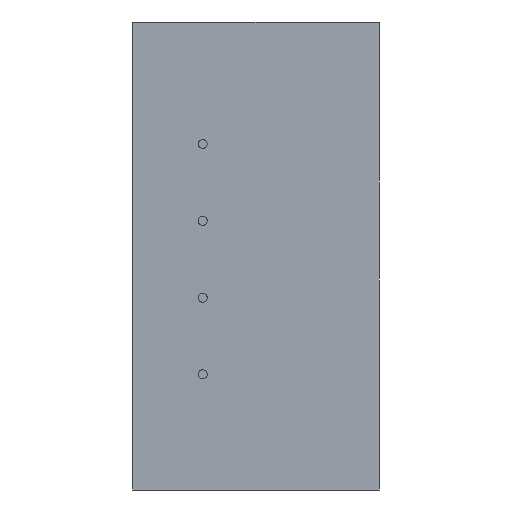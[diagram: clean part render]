
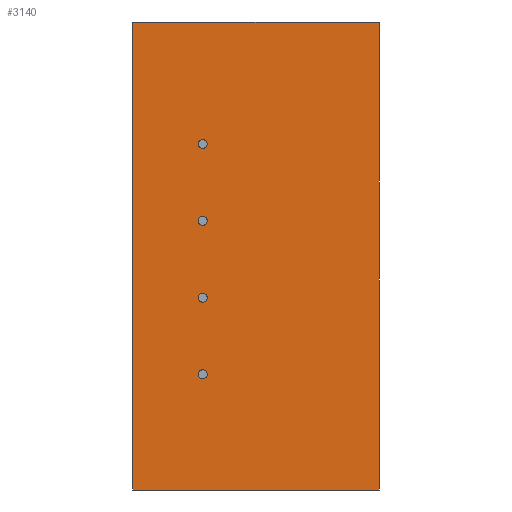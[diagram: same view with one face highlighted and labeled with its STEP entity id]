
A CAD part, front view. The second image highlights one B-rep face of the part: STEP entity #3140.
In plain terms, the highlighted planar face has unit normal (0, -1, 0).
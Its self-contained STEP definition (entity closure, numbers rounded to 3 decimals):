
#19=CIRCLE('',#3292,0.15);
#20=CIRCLE('',#3293,0.15);
#21=CIRCLE('',#3294,0.15);
#22=CIRCLE('',#3295,0.15);
#75=FACE_BOUND('',#263,.T.);
#76=FACE_BOUND('',#264,.T.);
#77=FACE_BOUND('',#265,.T.);
#78=FACE_BOUND('',#266,.T.);
#95=FACE_OUTER_BOUND('',#262,.T.);
#262=EDGE_LOOP('',(#2458,#2459,#2460,#2461));
#263=EDGE_LOOP('',(#2462));
#264=EDGE_LOOP('',(#2463));
#265=EDGE_LOOP('',(#2464));
#266=EDGE_LOOP('',(#2465));
#530=LINE('',#4456,#983);
#657=LINE('',#4700,#1110);
#680=LINE('',#4741,#1133);
#722=LINE('',#4814,#1175);
#983=VECTOR('',#3569,15.47);
#1110=VECTOR('',#3700,8.15);
#1133=VECTOR('',#3727,8.15);
#1175=VECTOR('',#3787,15.47);
#1436=VERTEX_POINT('',#4453);
#1437=VERTEX_POINT('',#4455);
#1552=VERTEX_POINT('',#4698);
#1568=VERTEX_POINT('',#4740);
#1591=VERTEX_POINT('',#4815);
#1592=VERTEX_POINT('',#4817);
#1593=VERTEX_POINT('',#4819);
#1594=VERTEX_POINT('',#4821);
#1744=EDGE_CURVE('',#1436,#1437,#530,.T.);
#1871=EDGE_CURVE('',#1436,#1552,#657,.T.);
#1894=EDGE_CURVE('',#1437,#1568,#680,.T.);
#1936=EDGE_CURVE('',#1552,#1568,#722,.T.);
#1937=EDGE_CURVE('',#1591,#1591,#19,.F.);
#1938=EDGE_CURVE('',#1592,#1592,#20,.F.);
#1939=EDGE_CURVE('',#1593,#1593,#21,.F.);
#1940=EDGE_CURVE('',#1594,#1594,#22,.F.);
#2458=ORIENTED_EDGE('',*,*,#1936,.T.);
#2459=ORIENTED_EDGE('',*,*,#1894,.F.);
#2460=ORIENTED_EDGE('',*,*,#1744,.F.);
#2461=ORIENTED_EDGE('',*,*,#1871,.T.);
#2462=ORIENTED_EDGE('',*,*,#1937,.F.);
#2463=ORIENTED_EDGE('',*,*,#1938,.F.);
#2464=ORIENTED_EDGE('',*,*,#1939,.F.);
#2465=ORIENTED_EDGE('',*,*,#1940,.F.);
#3008=PLANE('',#3291);
#3140=ADVANCED_FACE('',(#95,#75,#76,#77,#78),#3008,.F.);
#3291=AXIS2_PLACEMENT_3D('',#4813,#3785,#3786);
#3292=AXIS2_PLACEMENT_3D('',#4816,#3788,#3789);
#3293=AXIS2_PLACEMENT_3D('',#4818,#3790,#3791);
#3294=AXIS2_PLACEMENT_3D('',#4820,#3792,#3793);
#3295=AXIS2_PLACEMENT_3D('',#4822,#3794,#3795);
#3569=DIRECTION('',(0.,0.,-1.));
#3700=DIRECTION('',(-1.,0.,0.));
#3727=DIRECTION('',(-1.,0.,0.));
#3785=DIRECTION('center_axis',(0.,1.,0.));
#3786=DIRECTION('ref_axis',(0.,0.,1.));
#3787=DIRECTION('',(0.,0.,-1.));
#3788=DIRECTION('center_axis',(0.,1.,0.));
#3789=DIRECTION('ref_axis',(0.,0.,1.));
#3790=DIRECTION('center_axis',(0.,1.,0.));
#3791=DIRECTION('ref_axis',(0.,0.,1.));
#3792=DIRECTION('center_axis',(0.,1.,0.));
#3793=DIRECTION('ref_axis',(0.,0.,1.));
#3794=DIRECTION('center_axis',(0.,1.,0.));
#3795=DIRECTION('ref_axis',(0.,0.,1.));
#4453=CARTESIAN_POINT('',(8.15,-12.575,7.735));
#4455=CARTESIAN_POINT('',(8.15,-12.575,-7.735));
#4456=CARTESIAN_POINT('',(8.15,-12.575,7.735));
#4698=CARTESIAN_POINT('',(0.,-12.575,7.735));
#4700=CARTESIAN_POINT('',(8.15,-12.575,7.735));
#4740=CARTESIAN_POINT('',(0.,-12.575,-7.735));
#4741=CARTESIAN_POINT('',(8.15,-12.575,-7.735));
#4813=CARTESIAN_POINT('Origin',(8.15,-12.575,0.));
#4814=CARTESIAN_POINT('',(0.,-12.575,7.735));
#4815=CARTESIAN_POINT('',(2.31,-12.575,-4.066));
#4816=CARTESIAN_POINT('Origin',(2.31,-12.575,-3.916));
#4817=CARTESIAN_POINT('',(2.31,-12.575,-1.526));
#4818=CARTESIAN_POINT('Origin',(2.31,-12.575,-1.376));
#4819=CARTESIAN_POINT('',(2.31,-12.575,1.014));
#4820=CARTESIAN_POINT('Origin',(2.31,-12.575,1.164));
#4821=CARTESIAN_POINT('',(2.31,-12.575,3.554));
#4822=CARTESIAN_POINT('Origin',(2.31,-12.575,3.704));
